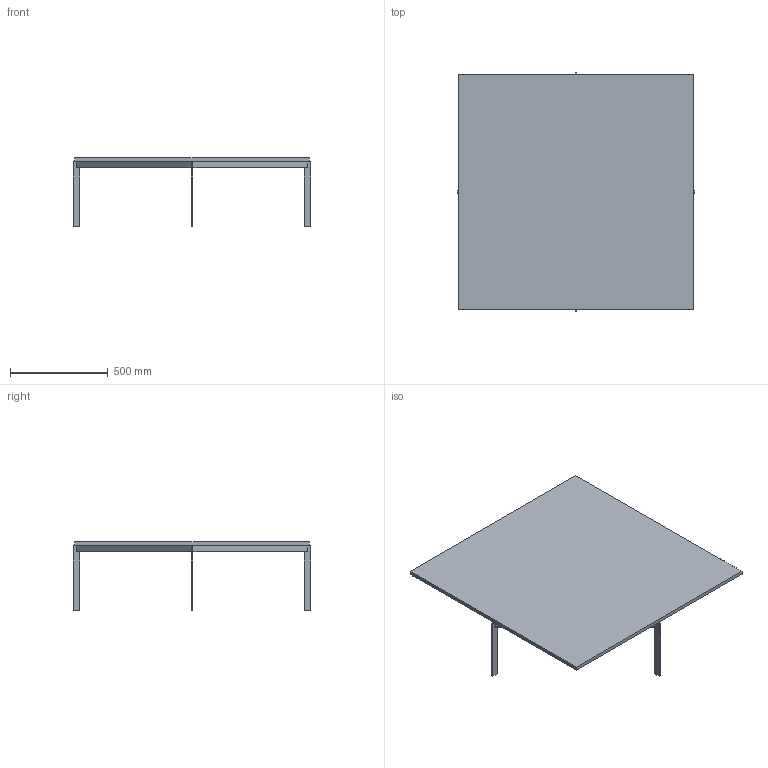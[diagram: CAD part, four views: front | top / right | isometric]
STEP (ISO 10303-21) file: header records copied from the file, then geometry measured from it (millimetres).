
FILE_DESCRIPTION(/* description */ (''),/* implementation_level */ '2;1');
FILE_NAME(/* name */ 'Plank_CB-330-120SQ_3D',/* time_stamp */ '2023-10-06T13:21:52+02:00',/* author */ (''),/* organization */ (''),/* preprocessor_version */ 'ST-DEVELOPER v16.5',/* originating_system */ 'Rhino 7.31',/* authorisation */ '');
FILE_SCHEMA (('AUTOMOTIVE_DESIGN'));
Length unit declared in the file: centimetre
Products named in the file (2): Document; Plank_CB-330-120SQ
Assembly tree (1 placements, depth 2):
  Document
    Plank_CB-330-120SQ
Bounding box: 1216 x 1216 x 352 mm (x, y, z)
Volume: 27805918.3 mm3; surface area: 3480449.4 mm2
Topology: 13 solids, 25 shells, 102 faces, 236 edges, 168 vertices
Faces by surface type: plane 94, cylinder 8
Full cylindrical faces by diameter (mm): 5 x8
Entity records: 2842 total; most frequent: CARTESIAN_POINT 879, ORIENTED_EDGE 408, EDGE_CURVE 236, B_SPLINE_CURVE_WITH_KNOTS 212, VERTEX_POINT 168, DIRECTION 112, AXIS2_PLACEMENT_3D 107, ADVANCED_FACE 102
